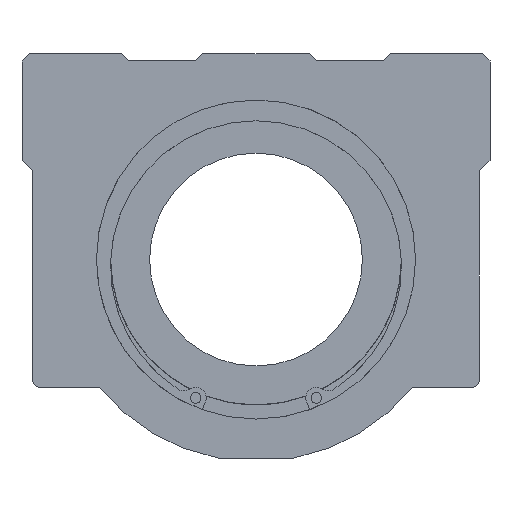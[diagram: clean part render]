
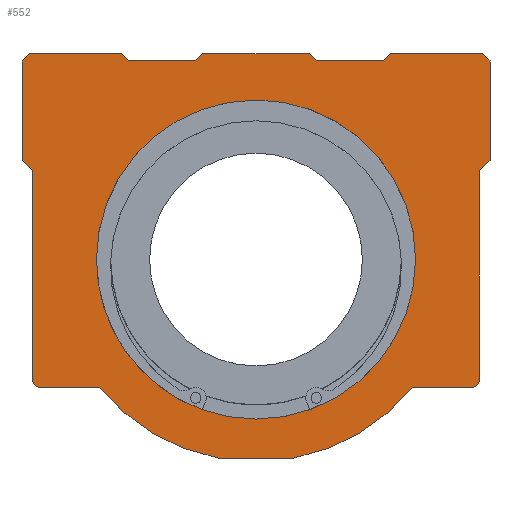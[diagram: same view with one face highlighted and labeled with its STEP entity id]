
A CAD part, left-side view. The second image highlights one B-rep face of the part: STEP entity #552.
In plain terms, the highlighted planar face has unit normal (-1, 0, 0).
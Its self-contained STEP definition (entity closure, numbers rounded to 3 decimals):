
#468=CIRCLE('',#4422,45.);
#473=CIRCLE('',#4437,2.);
#480=CIRCLE('',#4447,2.);
#481=CIRCLE('',#4449,57.);
#482=CIRCLE('',#4450,57.);
#552=ADVANCED_FACE('',(#932,#933),#780,.F.);
#780=PLANE('',#4451);
#932=FACE_BOUND('',#1079,.T.);
#933=FACE_BOUND('',#1080,.T.);
#1079=EDGE_LOOP('',(#2263,#2264,#2265,#2266,#2267,#2268,#2269,#2270,#2271,
#2272,#2273,#2274,#2275,#2276,#2277,#2278,#2279,#2280,#2281,#2282,#2283,
#2284,#2285,#2286));
#1080=EDGE_LOOP('',(#2287));
#1334=LINE('',#5835,#1610);
#1345=LINE('',#6002,#1621);
#1372=LINE('',#6367,#1648);
#1374=LINE('',#6374,#1650);
#1401=LINE('',#6548,#1677);
#1407=LINE('',#6562,#1683);
#1410=LINE('',#6567,#1686);
#1413=LINE('',#6573,#1689);
#1414=LINE('',#6575,#1690);
#1420=LINE('',#6595,#1696);
#1431=LINE('',#6625,#1707);
#1432=LINE('',#6628,#1708);
#1433=LINE('',#6630,#1709);
#1434=LINE('',#6632,#1710);
#1435=LINE('',#6633,#1711);
#1436=LINE('',#6634,#1712);
#1437=LINE('',#6636,#1713);
#1438=LINE('',#6638,#1714);
#1439=LINE('',#6640,#1715);
#1440=LINE('',#6642,#1716);
#1610=VECTOR('',#4620,1.);
#1621=VECTOR('',#4633,1.);
#1648=VECTOR('',#4666,1.);
#1650=VECTOR('',#4672,1.);
#1677=VECTOR('',#4881,1.);
#1683=VECTOR('',#4889,1.);
#1686=VECTOR('',#4894,1.);
#1689=VECTOR('',#4899,1.);
#1690=VECTOR('',#4902,1.);
#1696=VECTOR('',#4920,1.);
#1707=VECTOR('',#4949,1.);
#1708=VECTOR('',#4952,1.);
#1709=VECTOR('',#4953,1.);
#1710=VECTOR('',#4954,1.);
#1711=VECTOR('',#4955,1.);
#1712=VECTOR('',#4956,1.);
#1713=VECTOR('',#4957,1.);
#1714=VECTOR('',#4958,1.);
#1715=VECTOR('',#4959,1.);
#1716=VECTOR('',#4960,1.);
#2263=ORIENTED_EDGE('',*,*,#3703,.F.);
#2264=ORIENTED_EDGE('',*,*,#3708,.F.);
#2265=ORIENTED_EDGE('',*,*,#3724,.F.);
#2266=ORIENTED_EDGE('',*,*,#3725,.F.);
#2267=ORIENTED_EDGE('',*,*,#3726,.F.);
#2268=ORIENTED_EDGE('',*,*,#3603,.F.);
#2269=ORIENTED_EDGE('',*,*,#3723,.F.);
#2270=ORIENTED_EDGE('',*,*,#3547,.F.);
#2271=ORIENTED_EDGE('',*,*,#3727,.F.);
#2272=ORIENTED_EDGE('',*,*,#3728,.F.);
#2273=ORIENTED_EDGE('',*,*,#3729,.F.);
#2274=ORIENTED_EDGE('',*,*,#3600,.F.);
#2275=ORIENTED_EDGE('',*,*,#3730,.F.);
#2276=ORIENTED_EDGE('',*,*,#3698,.F.);
#2277=ORIENTED_EDGE('',*,*,#3691,.F.);
#2278=ORIENTED_EDGE('',*,*,#3694,.F.);
#2279=ORIENTED_EDGE('',*,*,#3685,.F.);
#2280=ORIENTED_EDGE('',*,*,#3697,.F.);
#2281=ORIENTED_EDGE('',*,*,#3731,.F.);
#2282=ORIENTED_EDGE('',*,*,#3732,.F.);
#2283=ORIENTED_EDGE('',*,*,#3733,.F.);
#2284=ORIENTED_EDGE('',*,*,#3734,.F.);
#2285=ORIENTED_EDGE('',*,*,#3735,.F.);
#2286=ORIENTED_EDGE('',*,*,#3524,.F.);
#2287=ORIENTED_EDGE('',*,*,#3681,.T.);
#3133=VERTEX_POINT('',#5833);
#3135=VERTEX_POINT('',#5836);
#3155=VERTEX_POINT('',#5997);
#3157=VERTEX_POINT('',#6001);
#3208=VERTEX_POINT('',#6362);
#3210=VERTEX_POINT('',#6366);
#3212=VERTEX_POINT('',#6372);
#3214=VERTEX_POINT('',#6375);
#3269=VERTEX_POINT('',#6539);
#3270=VERTEX_POINT('',#6549);
#3271=VERTEX_POINT('',#6550);
#3276=VERTEX_POINT('',#6561);
#3277=VERTEX_POINT('',#6563);
#3279=VERTEX_POINT('',#6572);
#3280=VERTEX_POINT('',#6576);
#3283=VERTEX_POINT('',#6584);
#3287=VERTEX_POINT('',#6594);
#3297=VERTEX_POINT('',#6624);
#3298=VERTEX_POINT('',#6626);
#3299=VERTEX_POINT('',#6629);
#3300=VERTEX_POINT('',#6631);
#3301=VERTEX_POINT('',#6635);
#3302=VERTEX_POINT('',#6637);
#3303=VERTEX_POINT('',#6639);
#3304=VERTEX_POINT('',#6641);
#3524=EDGE_CURVE('',#3133,#3135,#1334,.T.);
#3547=EDGE_CURVE('',#3157,#3155,#1345,.T.);
#3600=EDGE_CURVE('',#3210,#3208,#1372,.T.);
#3603=EDGE_CURVE('',#3212,#3214,#1374,.T.);
#3681=EDGE_CURVE('',#3269,#3269,#468,.T.);
#3685=EDGE_CURVE('',#3270,#3271,#1401,.T.);
#3691=EDGE_CURVE('',#3276,#3277,#1407,.T.);
#3694=EDGE_CURVE('',#3271,#3276,#1410,.T.);
#3697=EDGE_CURVE('',#3279,#3270,#1413,.T.);
#3698=EDGE_CURVE('',#3277,#3280,#1414,.T.);
#3703=EDGE_CURVE('',#3283,#3133,#473,.T.);
#3708=EDGE_CURVE('',#3287,#3283,#1420,.T.);
#3723=EDGE_CURVE('',#3155,#3212,#480,.T.);
#3724=EDGE_CURVE('',#3297,#3287,#481,.T.);
#3725=EDGE_CURVE('',#3298,#3297,#1431,.T.);
#3726=EDGE_CURVE('',#3214,#3298,#482,.T.);
#3727=EDGE_CURVE('',#3299,#3157,#1432,.T.);
#3728=EDGE_CURVE('',#3300,#3299,#1433,.T.);
#3729=EDGE_CURVE('',#3208,#3300,#1434,.T.);
#3730=EDGE_CURVE('',#3280,#3210,#1435,.T.);
#3731=EDGE_CURVE('',#3301,#3279,#1436,.T.);
#3732=EDGE_CURVE('',#3302,#3301,#1437,.T.);
#3733=EDGE_CURVE('',#3303,#3302,#1438,.T.);
#3734=EDGE_CURVE('',#3304,#3303,#1439,.T.);
#3735=EDGE_CURVE('',#3135,#3304,#1440,.T.);
#4422=AXIS2_PLACEMENT_3D('',#6538,#4863,#4864);
#4437=AXIS2_PLACEMENT_3D('',#6585,#4910,#4911);
#4447=AXIS2_PLACEMENT_3D('',#6621,#4943,#4944);
#4449=AXIS2_PLACEMENT_3D('',#6623,#4947,#4948);
#4450=AXIS2_PLACEMENT_3D('',#6627,#4950,#4951);
#4451=AXIS2_PLACEMENT_3D('',#6643,#4961,#4962);
#4620=DIRECTION('',(0.,0.,1.));
#4633=DIRECTION('',(0.,0.,-1.));
#4666=DIRECTION('',(0.,-1.,0.));
#4672=DIRECTION('',(0.,1.,0.));
#4863=DIRECTION('',(1.,0.,0.));
#4864=DIRECTION('',(0.,-1.,0.));
#4881=DIRECTION('',(0.,-0.707,0.707));
#4889=DIRECTION('',(0.,-0.707,-0.707));
#4894=DIRECTION('',(0.,-1.,0.));
#4899=DIRECTION('',(0.,-1.,0.));
#4902=DIRECTION('',(0.,-1.,0.));
#4910=DIRECTION('',(1.,0.,0.));
#4911=DIRECTION('',(0.,0.707,-0.707));
#4920=DIRECTION('',(0.,1.,0.));
#4943=DIRECTION('',(1.,0.,0.));
#4944=DIRECTION('',(0.,-0.707,-0.707));
#4947=DIRECTION('',(1.,0.,0.));
#4948=DIRECTION('',(0.,0.186,-0.982));
#4949=DIRECTION('',(0.,1.,0.));
#4950=DIRECTION('',(1.,0.,0.));
#4951=DIRECTION('',(0.,0.186,-0.982));
#4952=DIRECTION('',(0.,0.707,-0.707));
#4953=DIRECTION('',(0.,0.,-1.));
#4954=DIRECTION('',(0.,-0.707,-0.707));
#4955=DIRECTION('',(0.,-0.707,0.707));
#4956=DIRECTION('',(0.,-0.707,-0.707));
#4957=DIRECTION('',(0.,-1.,0.));
#4958=DIRECTION('',(0.,-0.707,0.707));
#4959=DIRECTION('',(0.,0.,1.));
#4960=DIRECTION('',(0.,0.707,0.707));
#4961=DIRECTION('',(1.,0.,0.));
#4962=DIRECTION('',(0.,0.,-1.));
#5833=CARTESIAN_POINT('',(0.,63.,-34.));
#5835=CARTESIAN_POINT('',(0.,63.,-34.));
#5836=CARTESIAN_POINT('',(0.,63.,25.));
#5997=CARTESIAN_POINT('',(0.,-63.,-34.));
#6001=CARTESIAN_POINT('',(0.,-63.,25.));
#6002=CARTESIAN_POINT('',(0.,-63.,25.));
#6362=CARTESIAN_POINT('',(0.,-64.,58.));
#6366=CARTESIAN_POINT('',(0.,-38.,58.));
#6367=CARTESIAN_POINT('',(0.,-38.,58.));
#6372=CARTESIAN_POINT('',(0.,-61.,-36.));
#6374=CARTESIAN_POINT('',(0.,-61.,-36.));
#6375=CARTESIAN_POINT('',(0.,-44.193,-36.));
#6538=CARTESIAN_POINT('',(0.,0.,0.));
#6539=CARTESIAN_POINT('',(0.,45.,0.));
#6548=CARTESIAN_POINT('',(0.,17.,56.));
#6549=CARTESIAN_POINT('',(0.,17.,56.));
#6550=CARTESIAN_POINT('',(0.,15.,58.));
#6561=CARTESIAN_POINT('',(0.,-15.,58.));
#6562=CARTESIAN_POINT('',(0.,-15.,58.));
#6563=CARTESIAN_POINT('',(0.,-17.,56.));
#6567=CARTESIAN_POINT('',(0.,15.,58.));
#6572=CARTESIAN_POINT('',(0.,36.,56.));
#6573=CARTESIAN_POINT('',(0.,36.,56.));
#6575=CARTESIAN_POINT('',(0.,-17.,56.));
#6576=CARTESIAN_POINT('',(0.,-36.,56.));
#6584=CARTESIAN_POINT('',(0.,61.,-36.));
#6585=CARTESIAN_POINT('',(0.,61.,-34.));
#6594=CARTESIAN_POINT('',(0.,44.193,-36.));
#6595=CARTESIAN_POINT('',(0.,44.193,-36.));
#6621=CARTESIAN_POINT('',(0.,-61.,-34.));
#6623=CARTESIAN_POINT('',(0.,0.,0.));
#6624=CARTESIAN_POINT('',(0.,10.63,-56.));
#6625=CARTESIAN_POINT('',(0.,-10.63,-56.));
#6626=CARTESIAN_POINT('',(0.,-10.63,-56.));
#6627=CARTESIAN_POINT('',(0.,0.,0.));
#6628=CARTESIAN_POINT('',(0.,-66.,28.));
#6629=CARTESIAN_POINT('',(0.,-66.,28.));
#6630=CARTESIAN_POINT('',(0.,-66.,56.));
#6631=CARTESIAN_POINT('',(0.,-66.,56.));
#6632=CARTESIAN_POINT('',(0.,-64.,58.));
#6633=CARTESIAN_POINT('',(0.,-36.,56.));
#6634=CARTESIAN_POINT('',(0.,38.,58.));
#6635=CARTESIAN_POINT('',(0.,38.,58.));
#6636=CARTESIAN_POINT('',(0.,64.,58.));
#6637=CARTESIAN_POINT('',(0.,64.,58.));
#6638=CARTESIAN_POINT('',(0.,66.,56.));
#6639=CARTESIAN_POINT('',(0.,66.,56.));
#6640=CARTESIAN_POINT('',(0.,66.,28.));
#6641=CARTESIAN_POINT('',(0.,66.,28.));
#6642=CARTESIAN_POINT('',(0.,63.,25.));
#6643=CARTESIAN_POINT('',(0.,0.,6.61));
